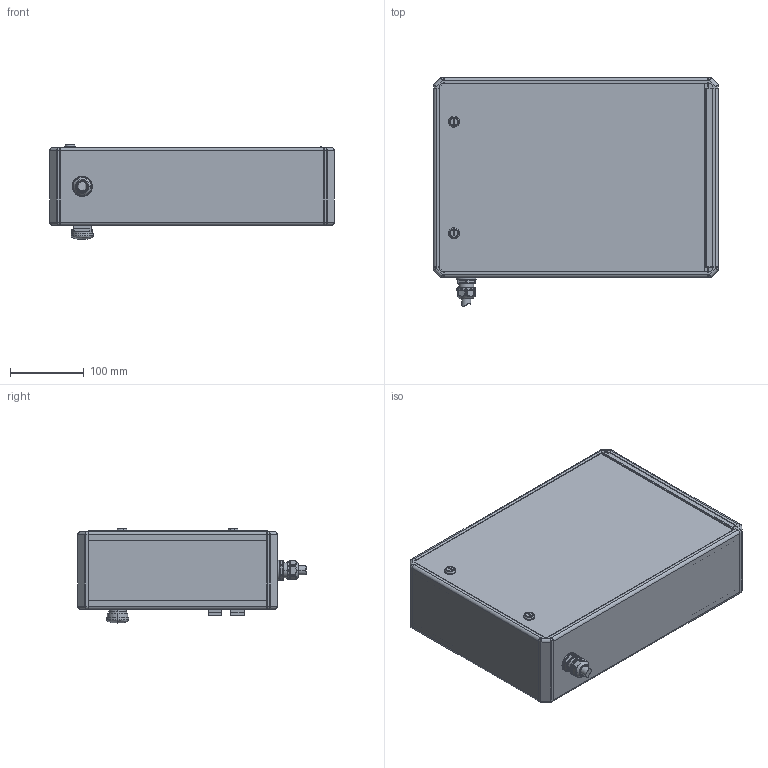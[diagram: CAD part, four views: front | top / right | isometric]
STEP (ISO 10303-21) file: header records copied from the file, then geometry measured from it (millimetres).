
FILE_DESCRIPTION (( 'STEP AP203' ), '1' );
FILE_NAME ('CXC-801T-STP.step', '2025-06-24T08:59:22', ( '' ), ( '' ), 'SwSTEP 2.0', 'SolidWorks 2020', '' );
FILE_SCHEMA (( 'CONFIG_CONTROL_DESIGN' ));
Length unit declared in the file: millimetre
Products named in the file (11): OA-W1613B_ASSY_007; OA-W1613; NUT; CXC-801T-STP; A165E_LS_24D-01; A165L-JGM-24D-1; BOX_SET; 旕忢掆巭及腟(兂35) C4P-135S; panel_back_set; _X2_30B430E030D630C330B730E5_X0_
Assembly tree (11 placements, depth 4):
  CXC-801T-STP
    BOX_SET
    panel_back_set
    旕忢掆巭及腟(兂35) C4P-135S
    A165E_LS_24D-01
    A165L-JGM-24D-1  x2
    OA-W1613B_ASSY_007
      OA-W1613
        OA-W1613
        _X2_30B430E030D630C330B730E5_X0_
      NUT
Bounding box: 385 x 309.05 x 128.25 mm (x, y, z)
Volume: 814249.6 mm3; surface area: 648973.5 mm2
Topology: 13 solids, 21 shells, 1332 faces, 3421 edges, 2169 vertices
Faces by surface type: plane 691, cylinder 369, bspline 144, cone 80, torus 44, sphere 4
Entity records: 48888 total; most frequent: CARTESIAN_POINT 17356, ORIENTED_EDGE 6638, DIRECTION 5935, EDGE_CURVE 3319, VERTEX_POINT 2113, AXIS2_PLACEMENT_3D 2069, VECTOR 1797, LINE 1797
